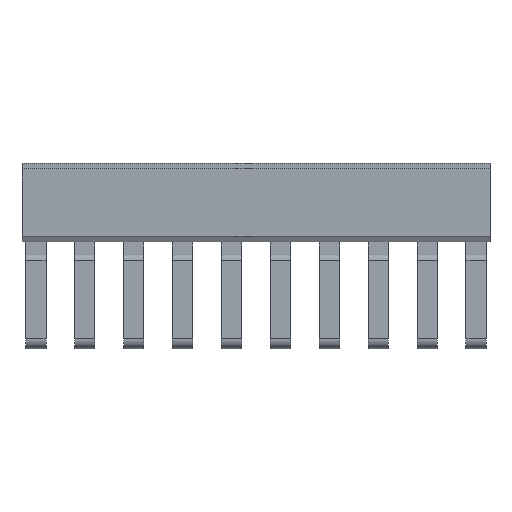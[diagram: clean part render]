
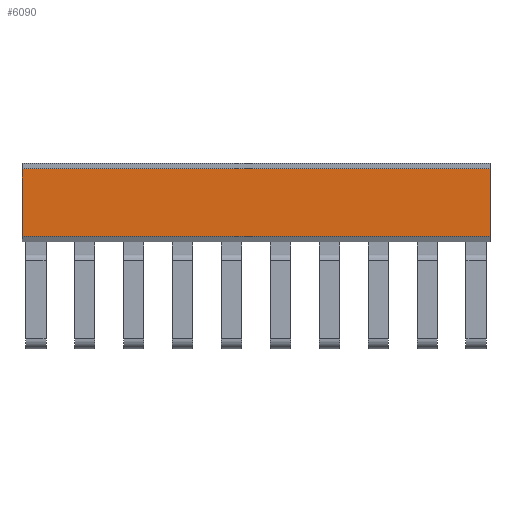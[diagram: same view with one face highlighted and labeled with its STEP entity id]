
A CAD part, top view. The second image highlights one B-rep face of the part: STEP entity #6090.
In plain terms, the highlighted planar face has unit normal (0, 0, 1).
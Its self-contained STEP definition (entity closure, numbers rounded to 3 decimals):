
#2 = CARTESIAN_POINT ( 'NONE',  ( -467.186, 165.208, 150.308 ) ) ;
#359 = VERTEX_POINT ( 'NONE', #2059 ) ;
#542 = DIRECTION ( 'NONE',  ( -1., 0., 0. ) ) ;
#546 = DIRECTION ( 'NONE',  ( 0., 1., 0. ) ) ;
#903 = VERTEX_POINT ( 'NONE', #5721 ) ;
#1040 = CARTESIAN_POINT ( 'NONE',  ( -486.607, 165.208, 150.308 ) ) ;
#1308 = LINE ( 'NONE', #2, #4917 ) ;
#1339 = LINE ( 'NONE', #4348, #1499 ) ;
#1499 = VECTOR ( 'NONE', #546, 1000. ) ;
#1755 = ORIENTED_EDGE ( 'NONE', *, *, #2272, .T. ) ;
#1828 = LINE ( 'NONE', #4662, #5101 ) ;
#2059 = CARTESIAN_POINT ( 'NONE',  ( -429.207, 165.208, 150.308 ) ) ;
#2262 = EDGE_CURVE ( 'NONE', #359, #4642, #1308, .T. ) ;
#2272 = EDGE_CURVE ( 'NONE', #903, #3079, #1828, .T. ) ;
#2480 = EDGE_LOOP ( 'NONE', ( #6038, #3638, #2602, #1755 ) ) ;
#2495 = EDGE_CURVE ( 'NONE', #359, #3079, #3319, .T. ) ;
#2496 = EDGE_CURVE ( 'NONE', #903, #4642, #1339, .T. ) ;
#2602 = ORIENTED_EDGE ( 'NONE', *, *, #2496, .F. ) ;
#3021 = DIRECTION ( 'NONE',  ( 1., 0., 0. ) ) ;
#3079 = VERTEX_POINT ( 'NONE', #5107 ) ;
#3207 = DIRECTION ( 'NONE',  ( 0., -1., 0. ) ) ;
#3319 = LINE ( 'NONE', #3993, #4772 ) ;
#3638 = ORIENTED_EDGE ( 'NONE', *, *, #2262, .T. ) ;
#3993 = CARTESIAN_POINT ( 'NONE',  ( -429.207, 164.208, 150.308 ) ) ;
#4348 = CARTESIAN_POINT ( 'NONE',  ( -486.607, 144.358, 150.308 ) ) ;
#4642 = VERTEX_POINT ( 'NONE', #1040 ) ;
#4662 = CARTESIAN_POINT ( 'NONE',  ( -467.186, 156.951, 150.308 ) ) ;
#4772 = VECTOR ( 'NONE', #3207, 1000. ) ;
#4854 = FACE_OUTER_BOUND ( 'NONE', #2480, .T. ) ;
#4917 = VECTOR ( 'NONE', #542, 1000. ) ;
#5101 = VECTOR ( 'NONE', #3021, 1000. ) ;
#5107 = CARTESIAN_POINT ( 'NONE',  ( -429.207, 156.951, 150.308 ) ) ;
#5721 = CARTESIAN_POINT ( 'NONE',  ( -486.607, 156.951, 150.308 ) ) ;
#5735 = AXIS2_PLACEMENT_3D ( 'NONE', #5994, #5978, #5964 ) ;
#5964 = DIRECTION ( 'NONE',  ( 0., -1., 0. ) ) ;
#5978 = DIRECTION ( 'NONE',  ( 0., 0., 1. ) ) ;
#5994 = CARTESIAN_POINT ( 'NONE',  ( -467.186, 156.951, 150.308 ) ) ;
#6038 = ORIENTED_EDGE ( 'NONE', *, *, #2495, .F. ) ;
#6060 = PLANE ( 'NONE',  #5735 ) ;
#6090 = ADVANCED_FACE ( 'NONE', ( #4854 ), #6060, .T. ) ;
